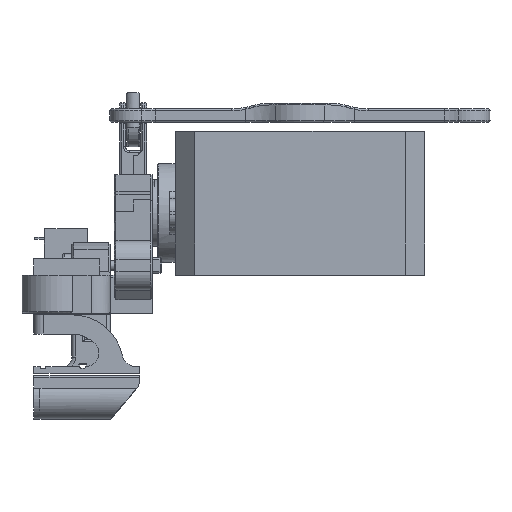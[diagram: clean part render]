
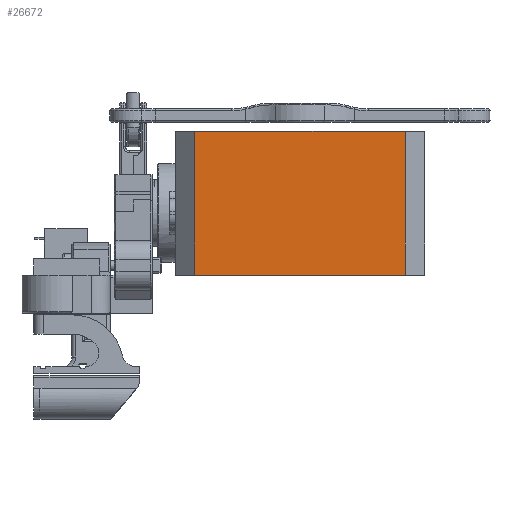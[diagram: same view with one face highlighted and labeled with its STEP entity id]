
A CAD part, front view. The second image highlights one B-rep face of the part: STEP entity #26672.
In plain terms, the highlighted planar face has unit normal (0, -1, 0).
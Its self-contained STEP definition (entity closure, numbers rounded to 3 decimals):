
#1817=PLANE('',#28501);
#3008=FACE_OUTER_BOUND('',#4673,.T.);
#4673=EDGE_LOOP('',(#22999,#23000,#23001,#23002));
#7060=LINE('',#46570,#9415);
#7061=LINE('',#46572,#9416);
#7062=LINE('',#46574,#9417);
#7063=LINE('',#46575,#9418);
#9415=VECTOR('',#33993,10.);
#9416=VECTOR('',#33994,10.);
#9417=VECTOR('',#33995,10.);
#9418=VECTOR('',#33996,10.);
#12791=VERTEX_POINT('',#46568);
#12792=VERTEX_POINT('',#46569);
#12793=VERTEX_POINT('',#46571);
#12794=VERTEX_POINT('',#46573);
#16291=EDGE_CURVE('',#12791,#12792,#7060,.T.);
#16292=EDGE_CURVE('',#12793,#12791,#7061,.T.);
#16293=EDGE_CURVE('',#12793,#12794,#7062,.T.);
#16294=EDGE_CURVE('',#12792,#12794,#7063,.T.);
#22999=ORIENTED_EDGE('',*,*,#16291,.F.);
#23000=ORIENTED_EDGE('',*,*,#16292,.F.);
#23001=ORIENTED_EDGE('',*,*,#16293,.T.);
#23002=ORIENTED_EDGE('',*,*,#16294,.F.);
#26672=ADVANCED_FACE('',(#3008),#1817,.F.);
#28501=AXIS2_PLACEMENT_3D('',#46567,#33991,#33992);
#33991=DIRECTION('center_axis',(0.,1.,0.));
#33992=DIRECTION('ref_axis',(-1.,0.,0.));
#33993=DIRECTION('',(0.,0.,-1.));
#33994=DIRECTION('',(1.,0.,0.));
#33995=DIRECTION('',(0.,0.,-1.));
#33996=DIRECTION('',(-1.,0.,0.));
#46567=CARTESIAN_POINT('Origin',(154.,-220.,105.));
#46568=CARTESIAN_POINT('',(124.,-220.,180.));
#46569=CARTESIAN_POINT('',(124.,-220.,105.));
#46570=CARTESIAN_POINT('',(124.,-220.,105.));
#46571=CARTESIAN_POINT('',(14.,-220.,180.));
#46572=CARTESIAN_POINT('',(-16.,-220.,180.));
#46573=CARTESIAN_POINT('',(14.,-220.,105.));
#46574=CARTESIAN_POINT('',(14.,-220.,105.));
#46575=CARTESIAN_POINT('',(116.5,-220.,105.));
